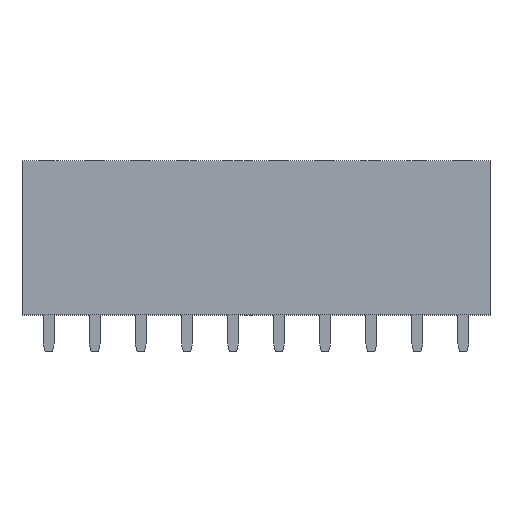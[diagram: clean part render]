
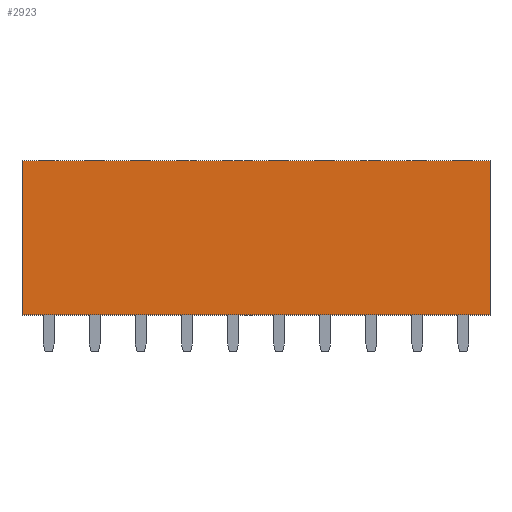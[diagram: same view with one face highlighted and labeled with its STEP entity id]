
A CAD part, top view. The second image highlights one B-rep face of the part: STEP entity #2923.
In plain terms, the highlighted planar face has unit normal (0, 0, 1).
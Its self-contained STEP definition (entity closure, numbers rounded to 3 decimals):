
#126=FACE_OUTER_BOUND('',#312,.T.);
#312=EDGE_LOOP('',(#2228,#2229,#2230,#2231));
#414=LINE('',#3993,#806);
#604=LINE('',#4381,#996);
#605=LINE('',#4384,#997);
#606=LINE('',#4385,#998);
#806=VECTOR('',#3241,10.);
#996=VECTOR('',#3601,10.);
#997=VECTOR('',#3604,10.);
#998=VECTOR('',#3605,10.);
#1192=VERTEX_POINT('',#3990);
#1193=VERTEX_POINT('',#3992);
#1306=VERTEX_POINT('',#4379);
#1307=VERTEX_POINT('',#4383);
#1446=EDGE_CURVE('',#1192,#1193,#414,.T.);
#1636=EDGE_CURVE('',#1306,#1193,#604,.T.);
#1637=EDGE_CURVE('',#1306,#1307,#605,.T.);
#1638=EDGE_CURVE('',#1307,#1192,#606,.T.);
#2228=ORIENTED_EDGE('',*,*,#1637,.F.);
#2229=ORIENTED_EDGE('',*,*,#1636,.T.);
#2230=ORIENTED_EDGE('',*,*,#1446,.F.);
#2231=ORIENTED_EDGE('',*,*,#1638,.F.);
#2696=PLANE('',#3123);
#2923=ADVANCED_FACE('',(#126),#2696,.T.);
#3123=AXIS2_PLACEMENT_3D('',#4382,#3602,#3603);
#3241=DIRECTION('',(1.,0.,0.));
#3601=DIRECTION('',(0.,1.,0.));
#3602=DIRECTION('center_axis',(0.,0.,1.));
#3603=DIRECTION('ref_axis',(1.,0.,0.));
#3604=DIRECTION('',(-1.,0.,0.));
#3605=DIRECTION('',(0.,1.,0.));
#3990=CARTESIAN_POINT('',(-12.9,8.5,1.25));
#3992=CARTESIAN_POINT('',(12.9,8.5,1.25));
#3993=CARTESIAN_POINT('',(12.9,8.5,1.25));
#4379=CARTESIAN_POINT('',(12.9,0.,1.25));
#4381=CARTESIAN_POINT('',(12.9,0.,1.25));
#4382=CARTESIAN_POINT('Origin',(-12.9,0.,1.25));
#4383=CARTESIAN_POINT('',(-12.9,0.,1.25));
#4384=CARTESIAN_POINT('',(12.9,0.,1.25));
#4385=CARTESIAN_POINT('',(-12.9,0.,1.25));
